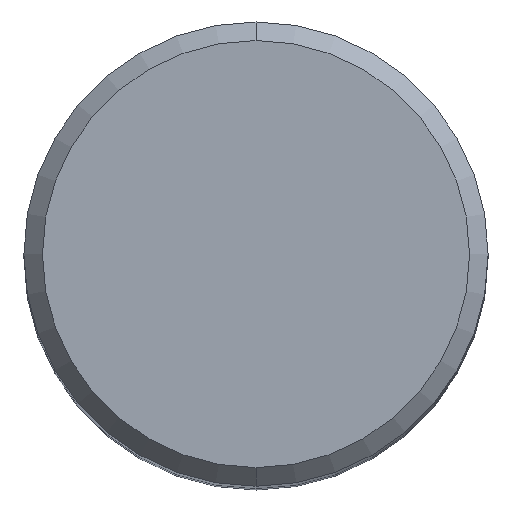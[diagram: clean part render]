
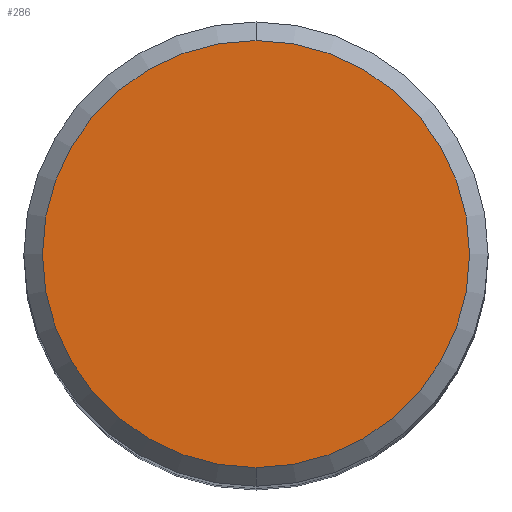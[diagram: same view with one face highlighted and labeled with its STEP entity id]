
A CAD part, top view. The second image highlights one B-rep face of the part: STEP entity #286.
In plain terms, the highlighted planar face has unit normal (0, 0, 1).
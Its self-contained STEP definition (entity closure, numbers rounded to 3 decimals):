
#216=EDGE_CURVE('',#368,#306,#488,.T.);
#286=ADVANCED_FACE('',(#562),#563,.T.);
#306=VERTEX_POINT('',#588);
#368=VERTEX_POINT('',#656);
#378=EDGE_CURVE('',#306,#368,#667,.T.);
#488=CIRCLE('',#850,11.5);
#562=FACE_OUTER_BOUND('',#1073,.T.);
#563=PLANE('',#1074);
#588=CARTESIAN_POINT('',(0.,-11.5,0.0));
#656=CARTESIAN_POINT('',(0.0,11.5,0.0));
#667=CIRCLE('',#1342,11.5);
#850=AXIS2_PLACEMENT_3D('',#1509,#1510,#1511);
#1073=EDGE_LOOP('',(#1580,#1581));
#1074=AXIS2_PLACEMENT_3D('',#1582,#1583,#1584);
#1342=AXIS2_PLACEMENT_3D('',#1710,#1711,#1712);
#1509=CARTESIAN_POINT('',(0.0,0.0,0.0));
#1510=DIRECTION('',(0.0,0.0,-1.0));
#1511=DIRECTION('',(0.0,1.0,0.0));
#1580=ORIENTED_EDGE('',*,*,#216,.F.);
#1581=ORIENTED_EDGE('',*,*,#378,.F.);
#1582=CARTESIAN_POINT('',(0.0,5.75,0.0));
#1583=DIRECTION('',(-0.0,0.0,1.0));
#1584=DIRECTION('',(0.0,-1.0,0.0));
#1710=CARTESIAN_POINT('',(0.0,0.0,0.0));
#1711=DIRECTION('',(0.0,0.0,-1.0));
#1712=DIRECTION('',(0.0,1.0,0.0));
